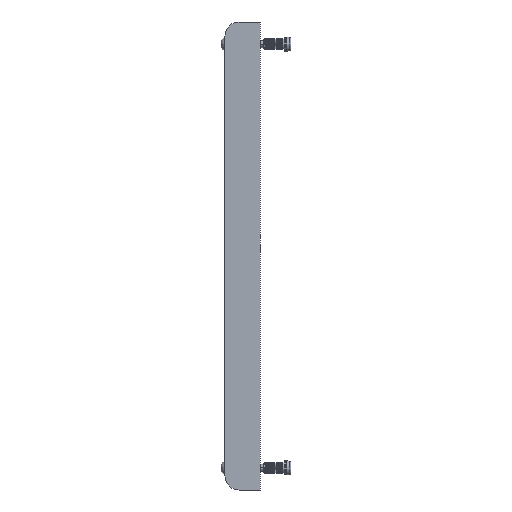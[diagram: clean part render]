
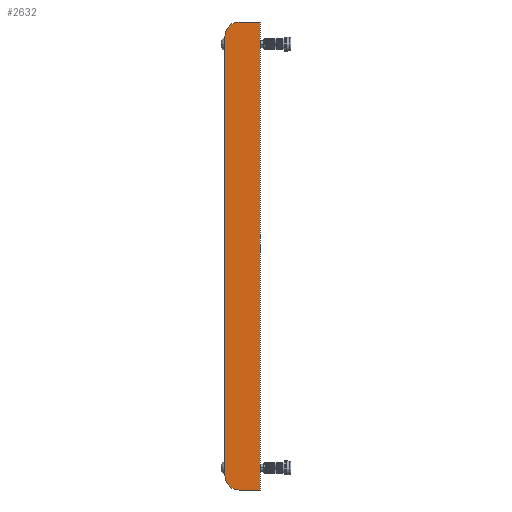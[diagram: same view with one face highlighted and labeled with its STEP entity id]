
A CAD part, left-side view. The second image highlights one B-rep face of the part: STEP entity #2632.
In plain terms, the highlighted planar face has unit normal (-1, 0, 0).
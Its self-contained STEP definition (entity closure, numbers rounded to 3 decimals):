
#128 = CARTESIAN_POINT ( 'NONE',  ( -5., 10., 132.5 ) ) ;
#392 = CARTESIAN_POINT ( 'NONE',  ( -5., 2., -124.5 ) ) ;
#522 = CARTESIAN_POINT ( 'NONE',  ( -5., -10., -132.5 ) ) ;
#576 = DIRECTION ( 'NONE',  ( 1., 0., 0. ) ) ;
#845 = VERTEX_POINT ( 'NONE', #5213 ) ;
#899 = VERTEX_POINT ( 'NONE', #2116 ) ;
#984 = LINE ( 'NONE', #2141, #4072 ) ;
#987 = AXIS2_PLACEMENT_3D ( 'NONE', #4281, #1598, #3815 ) ;
#1148 = ORIENTED_EDGE ( 'NONE', *, *, #5291, .T. ) ;
#1332 = VECTOR ( 'NONE', #2655, 1000. ) ;
#1407 = ORIENTED_EDGE ( 'NONE', *, *, #2834, .F. ) ;
#1464 = CARTESIAN_POINT ( 'NONE',  ( -5., 10., 124.5 ) ) ;
#1532 = CARTESIAN_POINT ( 'NONE',  ( -5., -10., 132.5 ) ) ;
#1598 = DIRECTION ( 'NONE',  ( -1., 0., 0. ) ) ;
#1684 = EDGE_CURVE ( 'NONE', #4712, #4550, #3470, .T. ) ;
#1820 = EDGE_CURVE ( 'NONE', #2321, #4712, #2203, .T. ) ;
#1934 = DIRECTION ( 'NONE',  ( 0., 0., -1. ) ) ;
#2116 = CARTESIAN_POINT ( 'NONE',  ( -5., -10., 132.5 ) ) ;
#2141 = CARTESIAN_POINT ( 'NONE',  ( -5., -10., 132.5 ) ) ;
#2191 = CARTESIAN_POINT ( 'NONE',  ( -5., 2., 132.5 ) ) ;
#2203 = CIRCLE ( 'NONE', #987, 8. ) ;
#2321 = VERTEX_POINT ( 'NONE', #2191 ) ;
#2384 = PLANE ( 'NONE',  #5090 ) ;
#2415 = VERTEX_POINT ( 'NONE', #522 ) ;
#2632 = ADVANCED_FACE ( 'NONE', ( #4358 ), #2384, .F. ) ;
#2655 = DIRECTION ( 'NONE',  ( 0., 0., -1. ) ) ;
#2823 = DIRECTION ( 'NONE',  ( 0., 0., -1. ) ) ;
#2834 = EDGE_CURVE ( 'NONE', #2321, #899, #984, .T. ) ;
#3160 = ORIENTED_EDGE ( 'NONE', *, *, #3389, .F. ) ;
#3167 = EDGE_CURVE ( 'NONE', #845, #2415, #3929, .T. ) ;
#3180 = VECTOR ( 'NONE', #3685, 1000. ) ;
#3250 = ORIENTED_EDGE ( 'NONE', *, *, #1684, .T. ) ;
#3317 = EDGE_LOOP ( 'NONE', ( #3250, #1148, #5754, #3160, #1407, #3399 ) ) ;
#3389 = EDGE_CURVE ( 'NONE', #899, #2415, #4914, .T. ) ;
#3398 = VECTOR ( 'NONE', #2823, 1000. ) ;
#3399 = ORIENTED_EDGE ( 'NONE', *, *, #1820, .T. ) ;
#3430 = CIRCLE ( 'NONE', #5142, 8. ) ;
#3470 = LINE ( 'NONE', #128, #3398 ) ;
#3685 = DIRECTION ( 'NONE',  ( 0., -1., 0. ) ) ;
#3815 = DIRECTION ( 'NONE',  ( 0., 0., -1. ) ) ;
#3929 = LINE ( 'NONE', #5433, #3180 ) ;
#3971 = DIRECTION ( 'NONE',  ( -1., 0., 0. ) ) ;
#4065 = CARTESIAN_POINT ( 'NONE',  ( -5., 10., -124.5 ) ) ;
#4072 = VECTOR ( 'NONE', #5749, 1000. ) ;
#4281 = CARTESIAN_POINT ( 'NONE',  ( -5., 2., 124.5 ) ) ;
#4358 = FACE_OUTER_BOUND ( 'NONE', #3317, .T. ) ;
#4506 = DIRECTION ( 'NONE',  ( 0., 0., -1. ) ) ;
#4550 = VERTEX_POINT ( 'NONE', #4065 ) ;
#4712 = VERTEX_POINT ( 'NONE', #1464 ) ;
#4815 = CARTESIAN_POINT ( 'NONE',  ( -5., -10., 132.5 ) ) ;
#4914 = LINE ( 'NONE', #4815, #1332 ) ;
#5090 = AXIS2_PLACEMENT_3D ( 'NONE', #1532, #576, #1934 ) ;
#5142 = AXIS2_PLACEMENT_3D ( 'NONE', #392, #3971, #4506 ) ;
#5213 = CARTESIAN_POINT ( 'NONE',  ( -5., 2., -132.5 ) ) ;
#5291 = EDGE_CURVE ( 'NONE', #4550, #845, #3430, .T. ) ;
#5433 = CARTESIAN_POINT ( 'NONE',  ( -5., -10., -132.5 ) ) ;
#5749 = DIRECTION ( 'NONE',  ( 0., -1., 0. ) ) ;
#5754 = ORIENTED_EDGE ( 'NONE', *, *, #3167, .T. ) ;
